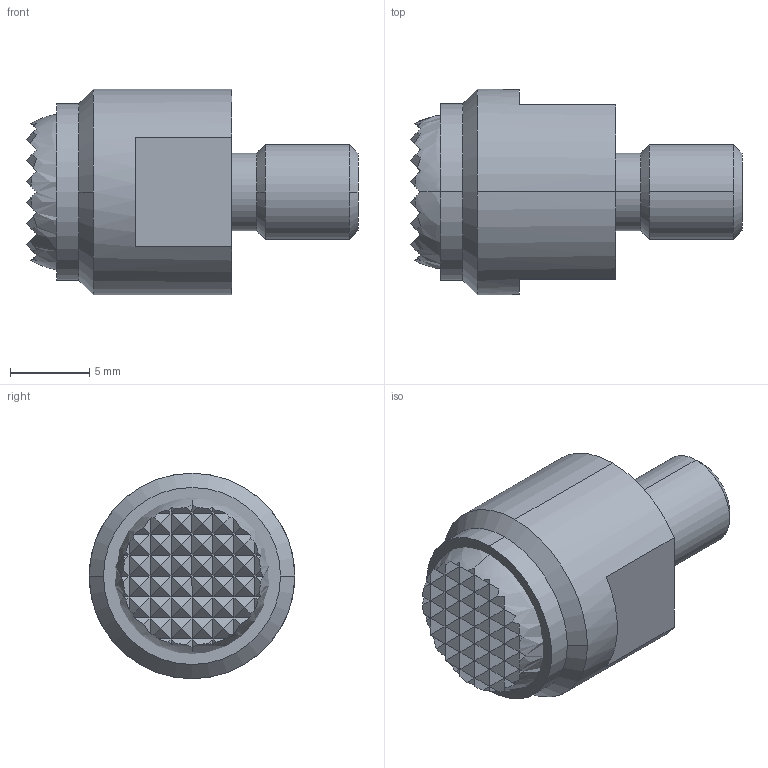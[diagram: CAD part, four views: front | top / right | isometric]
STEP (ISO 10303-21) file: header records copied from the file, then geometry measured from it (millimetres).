
FILE_DESCRIPTION(('STEP AP214'),'1');
FILE_NAME('HALDERN_EH_22731_0390.stp','2017-05-09T08:17:42',('TraceParts'),('TraceParts S.A.'),'Spatial InterOp 3D',' ',' ');
FILE_SCHEMA(('automotive_design'));
Length unit declared in the file: millimetre
Products named in the file (2): HALDERN_EH_22731_0390_1; HALDERN_EH_22731_0390_2
Bounding box: 21 x 13 x 13 mm (x, y, z)
Volume: 1918.8 mm3; surface area: 1134.4 mm2
Topology: 2 solids, 2 shells, 200 faces, 372 edges, 173 vertices
Faces by surface type: plane 184, cylinder 8, cone 6, sphere 2
Entity records: 6269 total; most frequent: DIRECTION 874, CARTESIAN_POINT 743, ORIENTED_EDGE 736, EDGE_CURVE 368, AXIS2_PLACEMENT_3D 304, LINE 266, VECTOR 266, EDGE_LOOP 201
